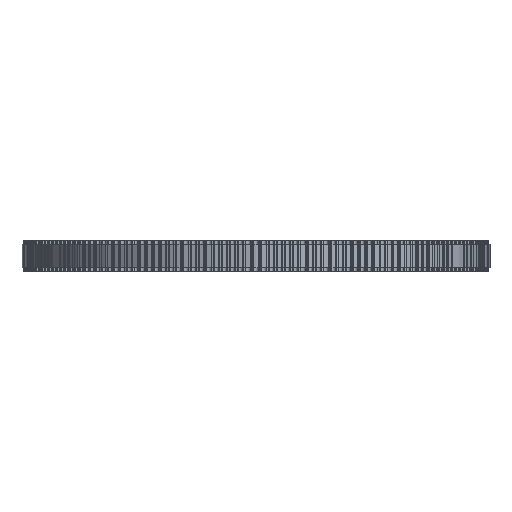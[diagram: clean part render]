
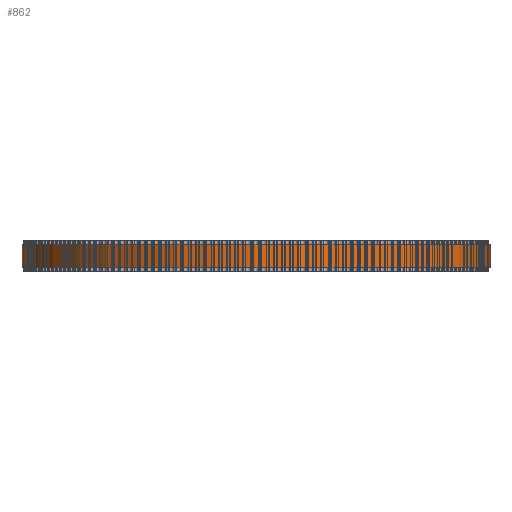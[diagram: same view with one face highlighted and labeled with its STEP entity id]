
A CAD part, front view. The second image highlights one B-rep face of the part: STEP entity #862.
In plain terms, the highlighted cylindrical face has radius 58.887 mm (diameter 117.775 mm), a full revolution.
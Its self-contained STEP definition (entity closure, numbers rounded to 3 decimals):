
#97=FACE_BOUND('',#3088,.T.);
#98=FACE_BOUND('',#3089,.T.);
#862=ADVANCED_FACE('',(#97,#98),#1603,.T.);
#1603=CYLINDRICAL_SURFACE('',#16423,58.887);
#3088=EDGE_LOOP('',(#9010));
#3089=EDGE_LOOP('',(#9011));
#9010=ORIENTED_EDGE('',*,*,#12714,.T.);
#9011=ORIENTED_EDGE('',*,*,#12715,.T.);
#10492=VERTEX_POINT('',#26060);
#10493=VERTEX_POINT('',#26062);
#12714=EDGE_CURVE('',#10492,#10492,#14196,.T.);
#12715=EDGE_CURVE('',#10493,#10493,#14197,.T.);
#14196=CIRCLE('',#16421,58.887);
#14197=CIRCLE('',#16422,58.887);
#16421=AXIS2_PLACEMENT_3D('',#26059,#21610,#21611);
#16422=AXIS2_PLACEMENT_3D('',#26061,#21612,#21613);
#16423=AXIS2_PLACEMENT_3D('',#26063,#21614,#21615);
#21610=DIRECTION('',(0.,0.,1.));
#21611=DIRECTION('',(1.,0.,0.));
#21612=DIRECTION('',(0.,0.,-1.));
#21613=DIRECTION('',(1.,0.,0.));
#21614=DIRECTION('',(0.,0.,1.));
#21615=DIRECTION('',(1.,0.,0.));
#26059=CARTESIAN_POINT('',(0.,0.,1.));
#26060=CARTESIAN_POINT('',(58.887,0.,1.));
#26061=CARTESIAN_POINT('',(0.,0.,7.));
#26062=CARTESIAN_POINT('',(58.887,0.,7.));
#26063=CARTESIAN_POINT('',(0.,0.,1.));
